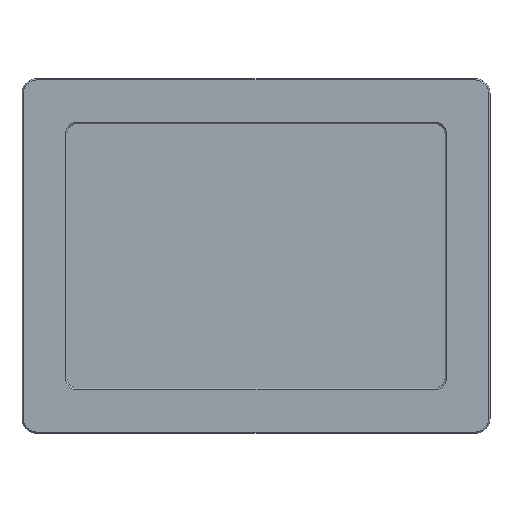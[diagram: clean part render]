
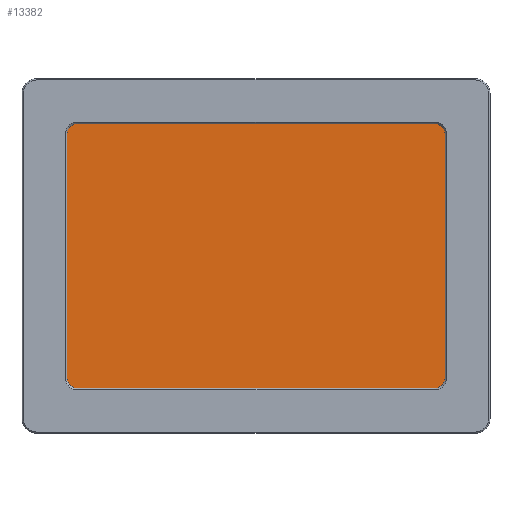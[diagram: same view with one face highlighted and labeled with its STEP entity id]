
A CAD part, top view. The second image highlights one B-rep face of the part: STEP entity #13382.
In plain terms, the highlighted planar face has unit normal (0, 0, 1).
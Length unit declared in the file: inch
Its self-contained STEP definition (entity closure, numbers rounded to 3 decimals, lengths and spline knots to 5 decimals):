
#128=PLANE('',#14176);
#875=FACE_OUTER_BOUND('',#1629,.T.);
#1629=EDGE_LOOP('',(#9007,#9008,#9009,#9010,#9011,#9012,#9013,#9014));
#2455=CIRCLE('',#14177,0.26063);
#2456=CIRCLE('',#14178,0.26063);
#2457=CIRCLE('',#14179,0.26063);
#2458=CIRCLE('',#14180,0.26063);
#3016=LINE('',#20341,#4306);
#3017=LINE('',#20345,#4307);
#3018=LINE('',#20349,#4308);
#3019=LINE('',#20353,#4309);
#4306=VECTOR('',#15332,0.3937);
#4307=VECTOR('',#15335,0.3937);
#4308=VECTOR('',#15338,0.3937);
#4309=VECTOR('',#15341,0.3937);
#5659=VERTEX_POINT('',#20339);
#5660=VERTEX_POINT('',#20340);
#5661=VERTEX_POINT('',#20342);
#5662=VERTEX_POINT('',#20344);
#5663=VERTEX_POINT('',#20346);
#5664=VERTEX_POINT('',#20348);
#5665=VERTEX_POINT('',#20350);
#5666=VERTEX_POINT('',#20352);
#6960=EDGE_CURVE('',#5659,#5660,#3016,.T.);
#6961=EDGE_CURVE('',#5661,#5659,#2455,.T.);
#6962=EDGE_CURVE('',#5662,#5661,#3017,.T.);
#6963=EDGE_CURVE('',#5663,#5662,#2456,.T.);
#6964=EDGE_CURVE('',#5664,#5663,#3018,.T.);
#6965=EDGE_CURVE('',#5665,#5664,#2457,.T.);
#6966=EDGE_CURVE('',#5666,#5665,#3019,.T.);
#6967=EDGE_CURVE('',#5660,#5666,#2458,.T.);
#9007=ORIENTED_EDGE('',*,*,#6960,.F.);
#9008=ORIENTED_EDGE('',*,*,#6961,.F.);
#9009=ORIENTED_EDGE('',*,*,#6962,.F.);
#9010=ORIENTED_EDGE('',*,*,#6963,.F.);
#9011=ORIENTED_EDGE('',*,*,#6964,.F.);
#9012=ORIENTED_EDGE('',*,*,#6965,.F.);
#9013=ORIENTED_EDGE('',*,*,#6966,.F.);
#9014=ORIENTED_EDGE('',*,*,#6967,.F.);
#13382=ADVANCED_FACE('',(#875),#128,.T.);
#14176=AXIS2_PLACEMENT_3D('',#20338,#15330,#15331);
#14177=AXIS2_PLACEMENT_3D('',#20343,#15333,#15334);
#14178=AXIS2_PLACEMENT_3D('',#20347,#15336,#15337);
#14179=AXIS2_PLACEMENT_3D('',#20351,#15339,#15340);
#14180=AXIS2_PLACEMENT_3D('',#20354,#15342,#15343);
#15330=DIRECTION('center_axis',(0.,0.,
1.));
#15331=DIRECTION('ref_axis',(1.,0.,0.));
#15332=DIRECTION('',(1.,0.,0.));
#15333=DIRECTION('center_axis',(0.,0.,
-1.));
#15334=DIRECTION('ref_axis',(0.,-1.,0.));
#15335=DIRECTION('',(0.,1.,0.));
#15336=DIRECTION('center_axis',(0.,0.,
-1.));
#15337=DIRECTION('ref_axis',(1.,0.,0.));
#15338=DIRECTION('',(-1.,0.,0.));
#15339=DIRECTION('center_axis',(0.,0.,
-1.));
#15340=DIRECTION('ref_axis',(0.,1.,0.));
#15341=DIRECTION('',(0.,-1.,0.));
#15342=DIRECTION('center_axis',(0.,0.,
-1.));
#15343=DIRECTION('ref_axis',(-1.,0.,0.));
#20338=CARTESIAN_POINT('Origin',(12.56954,4.35575,0.625));
#20339=CARTESIAN_POINT('',(8.11262,7.57386,0.625));
#20340=CARTESIAN_POINT('',(16.84144,7.57386,0.625));
#20341=CARTESIAN_POINT('',(10.34108,7.57386,0.625));
#20342=CARTESIAN_POINT('',(7.85199,7.31323,0.625));
#20343=CARTESIAN_POINT('Origin',(8.11262,7.31323,0.625));
#20344=CARTESIAN_POINT('',(7.85199,1.36,0.625));
#20345=CARTESIAN_POINT('',(7.85199,2.85787,0.625));
#20346=CARTESIAN_POINT('',(8.11262,1.09937,0.625));
#20347=CARTESIAN_POINT('Origin',(8.11262,1.36,0.625));
#20348=CARTESIAN_POINT('',(16.84144,1.09937,0.625));
#20349=CARTESIAN_POINT('',(14.70549,1.09937,0.625));
#20350=CARTESIAN_POINT('',(17.10207,1.36,0.625));
#20351=CARTESIAN_POINT('Origin',(16.84144,1.36,0.625));
#20352=CARTESIAN_POINT('',(17.10207,7.31323,0.625));
#20353=CARTESIAN_POINT('',(17.10207,5.83449,0.625));
#20354=CARTESIAN_POINT('Origin',(16.84144,7.31323,0.625));
